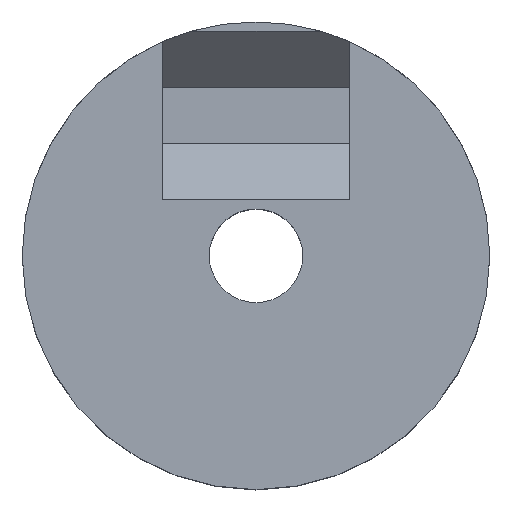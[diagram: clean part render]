
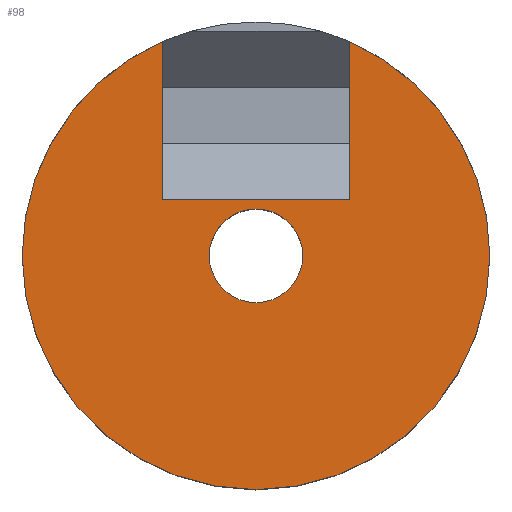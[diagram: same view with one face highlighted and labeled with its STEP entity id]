
A CAD part, top view. The second image highlights one B-rep face of the part: STEP entity #98.
In plain terms, the highlighted planar face has unit normal (0, 0, 1).
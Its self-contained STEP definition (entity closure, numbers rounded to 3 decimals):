
#14 = AXIS2_PLACEMENT_3D ( 'NONE', #78, #165, #238 ) ;
#22 = DIRECTION ( 'NONE',  ( 0., 0., 1. ) ) ;
#28 = DIRECTION ( 'NONE',  ( 1., 0., 0. ) ) ;
#32 = VERTEX_POINT ( 'NONE', #79 ) ;
#40 = EDGE_LOOP ( 'NONE', ( #364, #138, #131, #126, #168, #265 ) ) ;
#60 = CARTESIAN_POINT ( 'NONE',  ( 0., 3., 11. ) ) ;
#61 = CARTESIAN_POINT ( 'NONE',  ( -5., 0., 11. ) ) ;
#73 = VECTOR ( 'NONE', #182, 1000. ) ;
#78 = CARTESIAN_POINT ( 'NONE',  ( 0., 0., 11. ) ) ;
#79 = CARTESIAN_POINT ( 'NONE',  ( 12.5, 0., 11. ) ) ;
#88 = AXIS2_PLACEMENT_3D ( 'NONE', #342, #313, #316 ) ;
#92 = PLANE ( 'NONE',  #88 ) ;
#98 = ADVANCED_FACE ( 'NONE', ( #311, #209 ), #92, .T. ) ;
#105 = EDGE_LOOP ( 'NONE', ( #285, #197 ) ) ;
#111 = AXIS2_PLACEMENT_3D ( 'NONE', #379, #312, #28 ) ;
#113 = EDGE_CURVE ( 'NONE', #184, #398, #256, .T. ) ;
#119 = CARTESIAN_POINT ( 'NONE',  ( 0., 0., 11. ) ) ;
#126 = ORIENTED_EDGE ( 'NONE', *, *, #169, .T. ) ;
#127 = LINE ( 'NONE', #386, #354 ) ;
#130 = CARTESIAN_POINT ( 'NONE',  ( 0., 0., 11. ) ) ;
#131 = ORIENTED_EDGE ( 'NONE', *, *, #370, .T. ) ;
#133 = CARTESIAN_POINT ( 'NONE',  ( 2.5, 0., 11. ) ) ;
#138 = ORIENTED_EDGE ( 'NONE', *, *, #323, .T. ) ;
#144 = DIRECTION ( 'NONE',  ( 1., 0., 0. ) ) ;
#151 = AXIS2_PLACEMENT_3D ( 'NONE', #334, #22, #144 ) ;
#158 = CARTESIAN_POINT ( 'NONE',  ( 5., 3., 11. ) ) ;
#165 = DIRECTION ( 'NONE',  ( 0., 0., 1. ) ) ;
#168 = ORIENTED_EDGE ( 'NONE', *, *, #113, .T. ) ;
#169 = EDGE_CURVE ( 'NONE', #187, #184, #127, .T. ) ;
#182 = DIRECTION ( 'NONE',  ( -1., 0., 0. ) ) ;
#184 = VERTEX_POINT ( 'NONE', #158 ) ;
#187 = VERTEX_POINT ( 'NONE', #415 ) ;
#188 = DIRECTION ( 'NONE',  ( 0., 1., 0. ) ) ;
#191 = CARTESIAN_POINT ( 'NONE',  ( -5., 11.456, 11. ) ) ;
#194 = EDGE_CURVE ( 'NONE', #398, #329, #219, .T. ) ;
#197 = ORIENTED_EDGE ( 'NONE', *, *, #341, .F. ) ;
#209 = FACE_OUTER_BOUND ( 'NONE', #40, .T. ) ;
#211 = CIRCLE ( 'NONE', #271, 12.5 ) ;
#219 = LINE ( 'NONE', #61, #401 ) ;
#224 = DIRECTION ( 'NONE',  ( 1., 0., 0. ) ) ;
#238 = DIRECTION ( 'NONE',  ( 1., 0., 0. ) ) ;
#256 = LINE ( 'NONE', #60, #73 ) ;
#258 = DIRECTION ( 'NONE',  ( 0., 0., 1. ) ) ;
#262 = EDGE_CURVE ( 'NONE', #329, #326, #374, .T. ) ;
#263 = CIRCLE ( 'NONE', #14, 2.5 ) ;
#265 = ORIENTED_EDGE ( 'NONE', *, *, #194, .T. ) ;
#267 = VERTEX_POINT ( 'NONE', #133 ) ;
#271 = AXIS2_PLACEMENT_3D ( 'NONE', #130, #258, #224 ) ;
#272 = CIRCLE ( 'NONE', #363, 12.5 ) ;
#280 = CARTESIAN_POINT ( 'NONE',  ( -5., 3., 11. ) ) ;
#285 = ORIENTED_EDGE ( 'NONE', *, *, #352, .F. ) ;
#287 = DIRECTION ( 'NONE',  ( 0., -1., 0. ) ) ;
#291 = CIRCLE ( 'NONE', #111, 2.5 ) ;
#298 = VERTEX_POINT ( 'NONE', #371 ) ;
#311 = FACE_BOUND ( 'NONE', #105, .T. ) ;
#312 = DIRECTION ( 'NONE',  ( 0., 0., 1. ) ) ;
#313 = DIRECTION ( 'NONE',  ( 0., 0., 1. ) ) ;
#316 = DIRECTION ( 'NONE',  ( 1., 0., 0. ) ) ;
#323 = EDGE_CURVE ( 'NONE', #326, #32, #211, .T. ) ;
#326 = VERTEX_POINT ( 'NONE', #360 ) ;
#329 = VERTEX_POINT ( 'NONE', #191 ) ;
#334 = CARTESIAN_POINT ( 'NONE',  ( 0., 0., 11. ) ) ;
#341 = EDGE_CURVE ( 'NONE', #298, #267, #263, .T. ) ;
#342 = CARTESIAN_POINT ( 'NONE',  ( 0., 0., 11. ) ) ;
#346 = DIRECTION ( 'NONE',  ( 1., 0., 0. ) ) ;
#352 = EDGE_CURVE ( 'NONE', #267, #298, #291, .T. ) ;
#354 = VECTOR ( 'NONE', #287, 1000. ) ;
#360 = CARTESIAN_POINT ( 'NONE',  ( -12.5, 0., 11. ) ) ;
#363 = AXIS2_PLACEMENT_3D ( 'NONE', #119, #411, #346 ) ;
#364 = ORIENTED_EDGE ( 'NONE', *, *, #262, .T. ) ;
#370 = EDGE_CURVE ( 'NONE', #32, #187, #272, .T. ) ;
#371 = CARTESIAN_POINT ( 'NONE',  ( -2.5, 0., 11. ) ) ;
#374 = CIRCLE ( 'NONE', #151, 12.5 ) ;
#379 = CARTESIAN_POINT ( 'NONE',  ( 0., 0., 11. ) ) ;
#386 = CARTESIAN_POINT ( 'NONE',  ( 5., 0., 11. ) ) ;
#398 = VERTEX_POINT ( 'NONE', #280 ) ;
#401 = VECTOR ( 'NONE', #188, 1000. ) ;
#411 = DIRECTION ( 'NONE',  ( 0., 0., 1. ) ) ;
#415 = CARTESIAN_POINT ( 'NONE',  ( 5., 11.456, 11. ) ) ;
